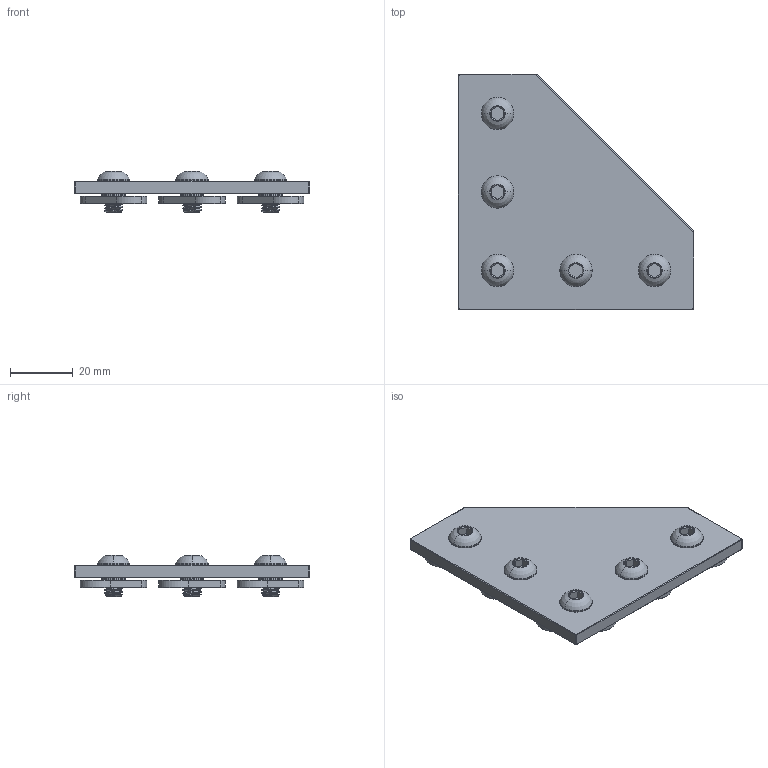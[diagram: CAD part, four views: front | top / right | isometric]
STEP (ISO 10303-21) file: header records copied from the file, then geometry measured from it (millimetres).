
FILE_DESCRIPTION (( 'STEP AP203' ), '1' );
FILE_NAME ('4844N132_T-Slotted Framing Structural Bracket.STEP', '2024-06-07T20:33:36', ( 'Administrator' ), ( 'Managed by Terraform' ), 'SwSTEP 2.0', 'SolidWorks 2017', '' );
FILE_SCHEMA (( 'CONFIG_CONTROL_DESIGN' ));
Length unit declared in the file: millimetre
Products named in the file (1): 4844N132_T-Slotted Framing Structural Bracket
Bounding box: 75 x 75 x 13.15 mm (x, y, z)
Volume: 21676.7 mm3; surface area: 16025.3 mm2
Topology: 11 solids, 11 shells, 537 faces, 1275 edges, 775 vertices
Faces by surface type: cylinder 215, torus 120, cone 90, plane 82, bspline 30
Entity records: 30616 total; most frequent: CARTESIAN_POINT 19073, ORIENTED_EDGE 2550, DIRECTION 2321, EDGE_CURVE 1275, AXIS2_PLACEMENT_3D 978, VERTEX_POINT 775, EDGE_LOOP 572, FACE_OUTER_BOUND 537
